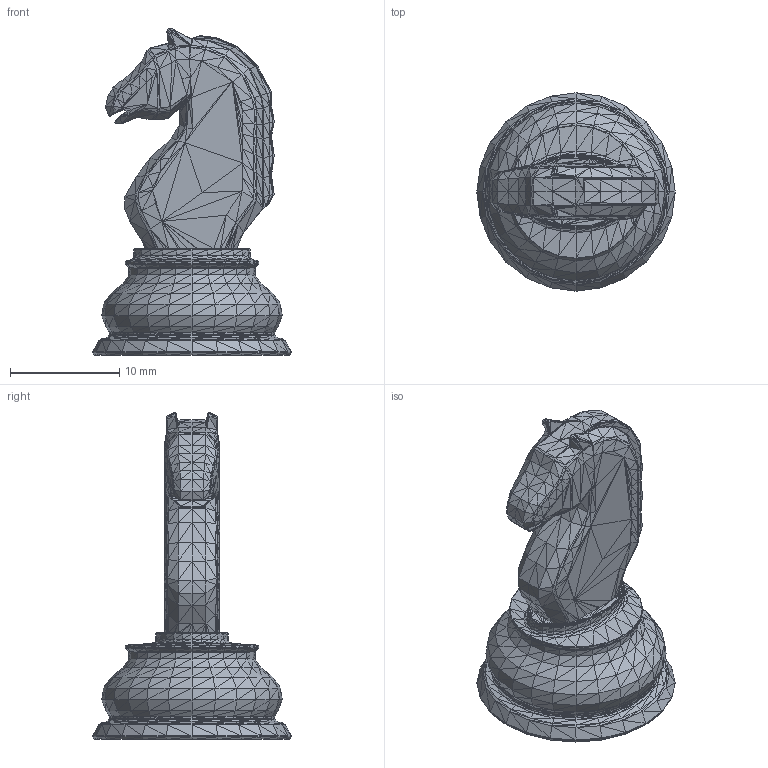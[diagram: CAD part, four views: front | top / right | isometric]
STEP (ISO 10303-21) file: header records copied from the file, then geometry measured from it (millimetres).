
FILE_DESCRIPTION(/* description */ ('','CAx-IF Rec.Pracs.---Representation and Presentation of Product Manufacturing Information (PMI)---4.0---2014-10-13'),/* implementation_level */ '2;1');
FILE_NAME(/* name */ 'Black Knight v3.step',/* time_stamp */ '2025-03-10T20:56:51-04:00',/* author */ (''),/* organization */ (''),/* preprocessor_version */ 'ST-DEVELOPER v20',/* originating_system */ 'Autodesk Translation Framework v13.20.0.188',/* authorisation */ '');
FILE_SCHEMA (('AP242_MANAGED_MODEL_BASED_3D_ENGINEERING_MIM_LF { 1 0 10303 442 1 1 4 }'));
Length unit declared in the file: millimetre
Products named in the file (1): Black Knight
Bounding box: 18.12 x 18.12 x 29.89 mm (x, y, z)
Volume: 2399 mm3; surface area: 1556.1 mm2
Topology: 1 solids, 1 shells, 2675 faces, 4024 edges, 1352 vertices
Faces by surface type: plane 2673, cone 1, cylinder 1
Full cylindrical faces by diameter (mm): 10.2 x1
Entity records: 52325 total; most frequent: DIRECTION 9379, CARTESIAN_POINT 8052, ORIENTED_EDGE 8048, EDGE_CURVE 4024, LINE 4021, VECTOR 4021, AXIS2_PLACEMENT_3D 2679, EDGE_LOOP 2676
